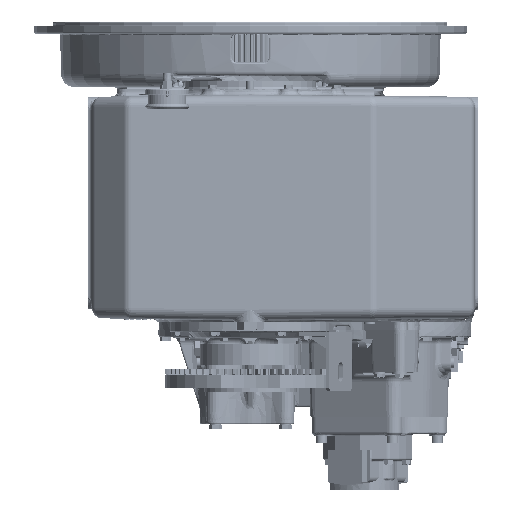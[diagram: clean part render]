
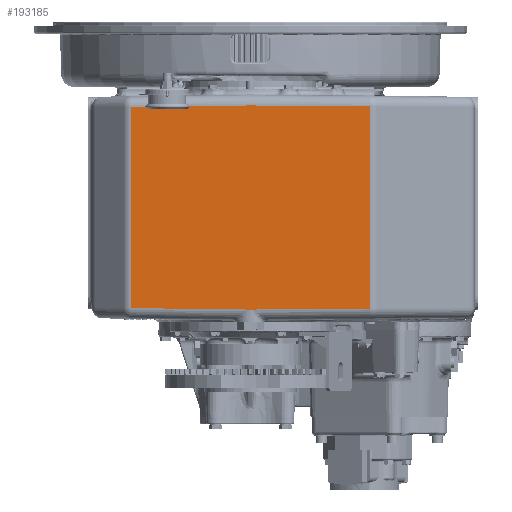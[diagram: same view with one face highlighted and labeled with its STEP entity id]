
A CAD part, front view. The second image highlights one B-rep face of the part: STEP entity #193185.
In plain terms, the highlighted planar face has unit normal (0, -1, 0).
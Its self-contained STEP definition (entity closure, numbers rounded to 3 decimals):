
#8553 = EDGE_CURVE ( 'NONE', #324484, #176971, #178836, .T. ) ;
#11819 = EDGE_CURVE ( 'NONE', #267471, #63622, #25467, .T. ) ;
#16652 = VECTOR ( 'NONE', #123334, 1000. ) ;
#25467 = LINE ( 'NONE', #224463, #96285 ) ;
#43709 = DIRECTION ( 'NONE',  ( 0., 1., 0. ) ) ;
#44297 = LINE ( 'NONE', #130446, #107929 ) ;
#54232 = DIRECTION ( 'NONE',  ( 1., 0., -0.012 ) ) ;
#58225 = ORIENTED_EDGE ( 'NONE', *, *, #183282, .T. ) ;
#63622 = VERTEX_POINT ( 'NONE', #287907 ) ;
#94772 = LINE ( 'NONE', #299128, #165330 ) ;
#96285 = VECTOR ( 'NONE', #54232, 1000. ) ;
#97260 = PLANE ( 'NONE',  #125239 ) ;
#100000 = ORIENTED_EDGE ( 'NONE', *, *, #362847, .T. ) ;
#107929 = VECTOR ( 'NONE', #363291, 1000. ) ;
#110858 = ORIENTED_EDGE ( 'NONE', *, *, #287964, .T. ) ;
#122279 = VECTOR ( 'NONE', #366454, 1000. ) ;
#123334 = DIRECTION ( 'NONE',  ( -1., 0., 0.009 ) ) ;
#125239 = AXIS2_PLACEMENT_3D ( 'NONE', #301602, #43709, #212014 ) ;
#126853 = CARTESIAN_POINT ( 'NONE',  ( 0.032, -469.9, -27.013 ) ) ;
#130446 = CARTESIAN_POINT ( 'NONE',  ( 195.94, -469.9, -1263.396 ) ) ;
#131737 = FACE_OUTER_BOUND ( 'NONE', #248774, .T. ) ;
#135619 = EDGE_CURVE ( 'NONE', #372997, #267471, #311054, .T. ) ;
#164143 = CARTESIAN_POINT ( 'NONE',  ( 195.788, -469.9, -360.661 ) ) ;
#165330 = VECTOR ( 'NONE', #213323, 1000. ) ;
#168653 = LINE ( 'NONE', #288806, #274613 ) ;
#176971 = VERTEX_POINT ( 'NONE', #126853 ) ;
#178836 = LINE ( 'NONE', #295136, #16652 ) ;
#183282 = EDGE_CURVE ( 'NONE', #63622, #273621, #94772, .T. ) ;
#193185 = ADVANCED_FACE ( 'NONE', ( #131737 ), #97260, .F. ) ;
#193748 = VECTOR ( 'NONE', #196515, 1000. ) ;
#196515 = DIRECTION ( 'NONE',  ( 1., 0., 0.009 ) ) ;
#212014 = DIRECTION ( 'NONE',  ( 0., 0., -1. ) ) ;
#213323 = DIRECTION ( 'NONE',  ( 1., 0., -0.012 ) ) ;
#224463 = CARTESIAN_POINT ( 'NONE',  ( 0.216, -469.9, -362.371 ) ) ;
#242488 = ORIENTED_EDGE ( 'NONE', *, *, #290465, .T. ) ;
#248774 = EDGE_LOOP ( 'NONE', ( #265997, #242488, #316568, #359441, #58225, #100000, #110858 ) ) ;
#261039 = CARTESIAN_POINT ( 'NONE',  ( 0.032, -469.9, -362.369 ) ) ;
#262724 = CARTESIAN_POINT ( 'NONE',  ( -195.94, -469.9, -359.95 ) ) ;
#265997 = ORIENTED_EDGE ( 'NONE', *, *, #8553, .T. ) ;
#267471 = VERTEX_POINT ( 'NONE', #262724 ) ;
#273621 = VERTEX_POINT ( 'NONE', #261039 ) ;
#274613 = VECTOR ( 'NONE', #346076, 1000. ) ;
#280543 = CARTESIAN_POINT ( 'NONE',  ( -195.94, -469.9, -1263.396 ) ) ;
#287907 = CARTESIAN_POINT ( 'NONE',  ( 0., -469.9, -362.369 ) ) ;
#287964 = EDGE_CURVE ( 'NONE', #344421, #324484, #44297, .T. ) ;
#288806 = CARTESIAN_POINT ( 'NONE',  ( -195.724, -469.9, -29.43 ) ) ;
#290465 = EDGE_CURVE ( 'NONE', #176971, #372997, #168653, .T. ) ;
#295136 = CARTESIAN_POINT ( 'NONE',  ( -0.153, -469.9, -27.011 ) ) ;
#299128 = CARTESIAN_POINT ( 'NONE',  ( 0.216, -469.9, -362.371 ) ) ;
#299139 = CARTESIAN_POINT ( 'NONE',  ( 195.94, -469.9, -360.659 ) ) ;
#301602 = CARTESIAN_POINT ( 'NONE',  ( 203.2, -469.9, -1263.396 ) ) ;
#310899 = CARTESIAN_POINT ( 'NONE',  ( 195.94, -469.9, -28.723 ) ) ;
#311054 = LINE ( 'NONE', #280543, #122279 ) ;
#314080 = CARTESIAN_POINT ( 'NONE',  ( -195.94, -469.9, -29.432 ) ) ;
#316568 = ORIENTED_EDGE ( 'NONE', *, *, #135619, .T. ) ;
#324484 = VERTEX_POINT ( 'NONE', #310899 ) ;
#333962 = LINE ( 'NONE', #164143, #193748 ) ;
#344421 = VERTEX_POINT ( 'NONE', #299139 ) ;
#346076 = DIRECTION ( 'NONE',  ( -1., 0., -0.012 ) ) ;
#359441 = ORIENTED_EDGE ( 'NONE', *, *, #11819, .T. ) ;
#362847 = EDGE_CURVE ( 'NONE', #273621, #344421, #333962, .T. ) ;
#363291 = DIRECTION ( 'NONE',  ( 0., 0., 1. ) ) ;
#366454 = DIRECTION ( 'NONE',  ( 0., 0., -1. ) ) ;
#372997 = VERTEX_POINT ( 'NONE', #314080 ) ;
